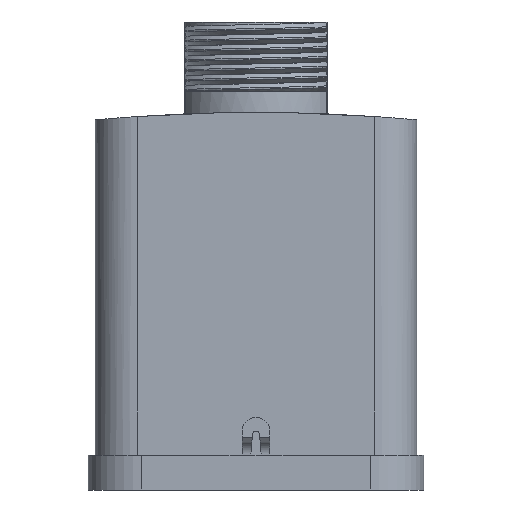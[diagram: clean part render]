
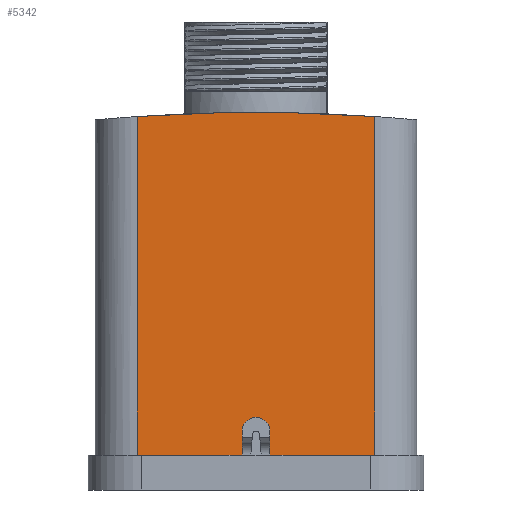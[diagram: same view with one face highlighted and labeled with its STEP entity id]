
A CAD part, left-side view. The second image highlights one B-rep face of the part: STEP entity #5342.
In plain terms, the highlighted planar face has unit normal (-1, 0, 0).
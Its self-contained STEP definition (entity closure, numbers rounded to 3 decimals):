
#5167=AXIS2_PLACEMENT_3D('Circle Axis2P3D',#5165,#5166,$) ;
#5297=AXIS2_PLACEMENT_3D('Plane Axis2P3D',#5294,#5295,#5296) ;
#5322=AXIS2_PLACEMENT_3D('Circle Axis2P3D',#5320,#5321,$) ;
#5094=CARTESIAN_POINT('Vertex',(4.15,7.,53.471)) ;
#5097=CARTESIAN_POINT('Line Origine',(4.15,7.,28.775)) ;
#5101=CARTESIAN_POINT('Vertex',(4.15,7.,5.)) ;
#5162=CARTESIAN_POINT('Vertex',(4.15,41.,53.471)) ;
#5165=CARTESIAN_POINT('Axis2P3D Location',(4.15,24.,-195.95)) ;
#5267=CARTESIAN_POINT('Line Origine',(4.15,14.5,5.)) ;
#5271=CARTESIAN_POINT('Vertex',(4.15,22.,5.)) ;
#5294=CARTESIAN_POINT('Axis2P3D Location',(4.15,24.,3.5)) ;
#5299=CARTESIAN_POINT('Line Origine',(4.15,41.,29.236)) ;
#5303=CARTESIAN_POINT('Vertex',(4.15,41.,5.)) ;
#5306=CARTESIAN_POINT('Line Origine',(4.15,33.5,5.)) ;
#5310=CARTESIAN_POINT('Vertex',(4.15,26.,5.)) ;
#5313=CARTESIAN_POINT('Line Origine',(4.15,26.,6.7)) ;
#5317=CARTESIAN_POINT('Vertex',(4.15,26.,8.4)) ;
#5320=CARTESIAN_POINT('Axis2P3D Location',(4.15,24.,8.4)) ;
#5324=CARTESIAN_POINT('Vertex',(4.15,22.,8.4)) ;
#5327=CARTESIAN_POINT('Line Origine',(4.15,22.,6.7)) ;
#5098=DIRECTION('Vector Direction',(0.,0.,-1.)) ;
#5166=DIRECTION('Axis2P3D Direction',(-1.,0.,0.)) ;
#5268=DIRECTION('Vector Direction',(0.,-1.,0.)) ;
#5295=DIRECTION('Axis2P3D Direction',(-1.,0.,0.)) ;
#5296=DIRECTION('Axis2P3D XDirection',(0.,-1.,0.)) ;
#5300=DIRECTION('Vector Direction',(0.,0.,1.)) ;
#5307=DIRECTION('Vector Direction',(0.,-1.,0.)) ;
#5314=DIRECTION('Vector Direction',(0.,0.,-1.)) ;
#5321=DIRECTION('Axis2P3D Direction',(-1.,0.,0.)) ;
#5328=DIRECTION('Vector Direction',(0.,0.,-1.)) ;
#5099=VECTOR('Line Direction',#5098,1.) ;
#5269=VECTOR('Line Direction',#5268,1.) ;
#5301=VECTOR('Line Direction',#5300,1.) ;
#5308=VECTOR('Line Direction',#5307,1.) ;
#5315=VECTOR('Line Direction',#5314,1.) ;
#5329=VECTOR('Line Direction',#5328,1.) ;
#5333=ORIENTED_EDGE('',*,*,#5273,.T.) ;
#5334=ORIENTED_EDGE('',*,*,#5103,.T.) ;
#5335=ORIENTED_EDGE('',*,*,#5169,.T.) ;
#5336=ORIENTED_EDGE('',*,*,#5305,.T.) ;
#5337=ORIENTED_EDGE('',*,*,#5312,.T.) ;
#5338=ORIENTED_EDGE('',*,*,#5319,.F.) ;
#5339=ORIENTED_EDGE('',*,*,#5326,.F.) ;
#5340=ORIENTED_EDGE('',*,*,#5331,.T.) ;
#5342=ADVANCED_FACE('Aussenk\X2\00F6\X0\rper',(#5341),#5298,.T.) ;
#5168=CIRCLE('generated circle',#5167,250.) ;
#5323=CIRCLE('generated circle',#5322,2.) ;
#5103=EDGE_CURVE('',#5102,#5095,#5100,.F.) ;
#5169=EDGE_CURVE('',#5095,#5163,#5168,.T.) ;
#5273=EDGE_CURVE('',#5272,#5102,#5270,.T.) ;
#5305=EDGE_CURVE('',#5163,#5304,#5302,.F.) ;
#5312=EDGE_CURVE('',#5304,#5311,#5309,.T.) ;
#5319=EDGE_CURVE('',#5318,#5311,#5316,.T.) ;
#5326=EDGE_CURVE('',#5325,#5318,#5323,.T.) ;
#5331=EDGE_CURVE('',#5325,#5272,#5330,.T.) ;
#5332=EDGE_LOOP('',(#5333,#5334,#5335,#5336,#5337,#5338,#5339,#5340)) ;
#5341=FACE_OUTER_BOUND('',#5332,.T.) ;
#5100=LINE('Line',#5097,#5099) ;
#5270=LINE('Line',#5267,#5269) ;
#5302=LINE('Line',#5299,#5301) ;
#5309=LINE('Line',#5306,#5308) ;
#5316=LINE('Line',#5313,#5315) ;
#5330=LINE('Line',#5327,#5329) ;
#5298=PLANE('',#5297) ;
#5095=VERTEX_POINT('',#5094) ;
#5102=VERTEX_POINT('',#5101) ;
#5163=VERTEX_POINT('',#5162) ;
#5272=VERTEX_POINT('',#5271) ;
#5304=VERTEX_POINT('',#5303) ;
#5311=VERTEX_POINT('',#5310) ;
#5318=VERTEX_POINT('',#5317) ;
#5325=VERTEX_POINT('',#5324) ;
